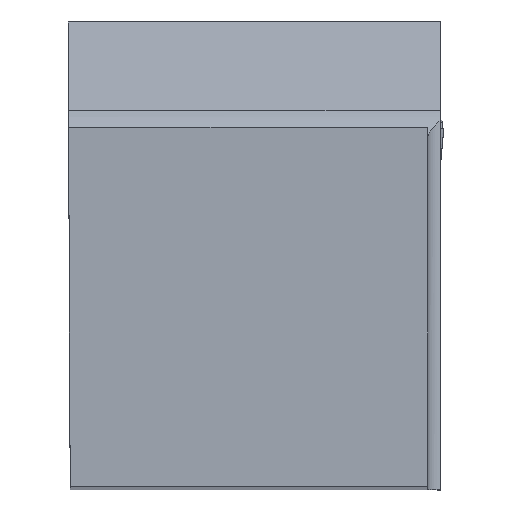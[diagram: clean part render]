
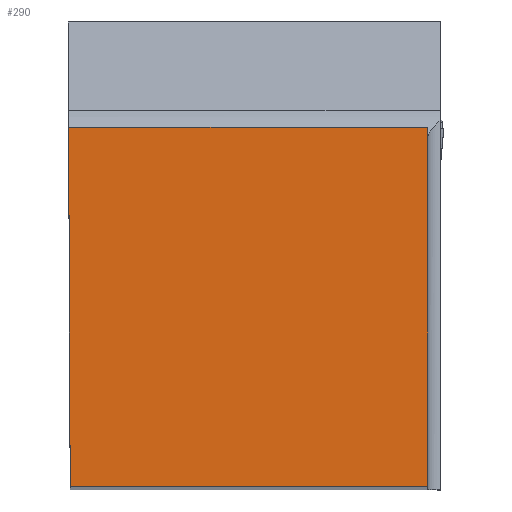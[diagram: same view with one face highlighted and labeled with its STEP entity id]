
A CAD part, top view. The second image highlights one B-rep face of the part: STEP entity #290.
In plain terms, the highlighted planar face has unit normal (0, 0, 1).
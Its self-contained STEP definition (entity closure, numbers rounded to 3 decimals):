
#290=ADVANCED_FACE('CU_BACK_SU1',(#456),#395,.F.);
#395=PLANE('',#2126);
#456=FACE_OUTER_BOUND('',#566,.T.);
#566=EDGE_LOOP('',(#827,#828,#829,#830));
#827=ORIENTED_EDGE('',*,*,#1523,.T.);
#828=ORIENTED_EDGE('',*,*,#1525,.F.);
#829=ORIENTED_EDGE('',*,*,#1478,.T.);
#830=ORIENTED_EDGE('',*,*,#1468,.T.);
#1281=VERTEX_POINT('',#2765);
#1283=VERTEX_POINT('',#2768);
#1291=VERTEX_POINT('',#2787);
#1314=VERTEX_POINT('',#2900);
#1468=EDGE_CURVE('',#1283,#1281,#1747,.T.);
#1478=EDGE_CURVE('',#1291,#1283,#1755,.T.);
#1523=EDGE_CURVE('',#1281,#1314,#1791,.T.);
#1525=EDGE_CURVE('',#1291,#1314,#1793,.T.);
#1747=LINE('',#2767,#1908);
#1755=LINE('',#2786,#1916);
#1791=LINE('',#2901,#1952);
#1793=LINE('',#2904,#1954);
#1908=VECTOR('',#2296,1.);
#1916=VECTOR('',#2310,1.);
#1952=VECTOR('',#2398,1.);
#1954=VECTOR('',#2402,1.);
#2126=AXIS2_PLACEMENT_3D('',#2905,#2403,#2404);
#2296=DIRECTION('',(0.004,-1.,0.));
#2310=DIRECTION('',(-1.,0.,0.));
#2398=DIRECTION('',(1.,0.,0.));
#2402=DIRECTION('',(0.,-1.,0.));
#2403=DIRECTION('',(0.,0.,-1.));
#2404=DIRECTION('',(0.,-1.,0.));
#2765=CARTESIAN_POINT('',(0.109,0.,0.));
#2767=CARTESIAN_POINT('',(-0.088,44.976,0.));
#2768=CARTESIAN_POINT('',(0.,24.875,0.));
#2786=CARTESIAN_POINT('',(-23.244,24.875,0.));
#2787=CARTESIAN_POINT('',(24.875,24.875,0.));
#2900=CARTESIAN_POINT('',(24.875,0.,0.));
#2901=CARTESIAN_POINT('',(-23.244,0.,0.));
#2904=CARTESIAN_POINT('',(24.875,44.875,0.));
#2905=CARTESIAN_POINT('',(-23.244,44.875,0.));
